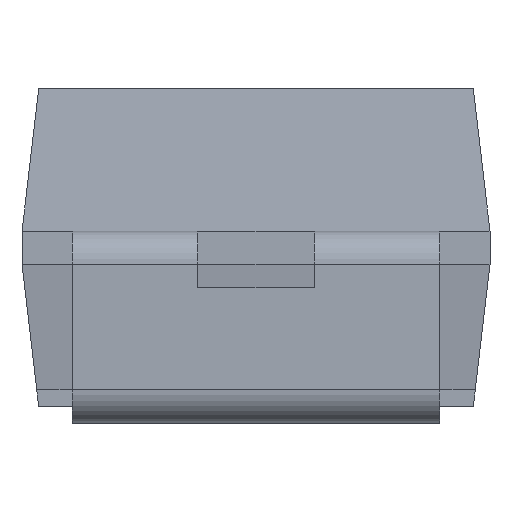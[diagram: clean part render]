
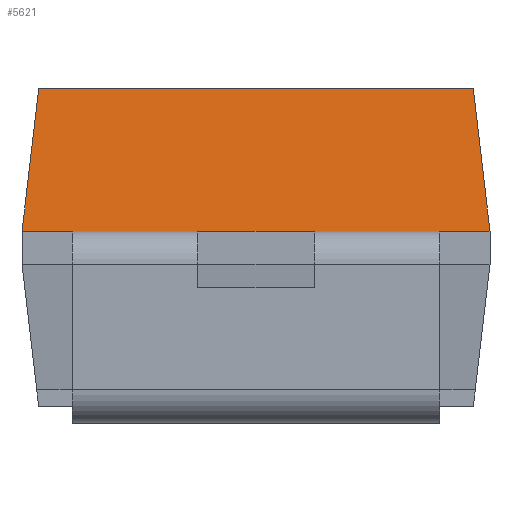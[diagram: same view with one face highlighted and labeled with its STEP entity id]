
A CAD part, left-side view. The second image highlights one B-rep face of the part: STEP entity #5621.
In plain terms, the highlighted planar face has unit normal (-0.993, 0, 0.117).
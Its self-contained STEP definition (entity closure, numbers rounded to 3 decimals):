
#86 = CARTESIAN_POINT ( 'NONE',  ( -1.65, 0.35, 1.149 ) ) ;
#375 = EDGE_CURVE ( 'NONE', #3800, #1466, #4226, .T. ) ;
#533 = CARTESIAN_POINT ( 'NONE',  ( -1.55, -1.3, 1.999 ) ) ;
#592 = VECTOR ( 'NONE', #4964, 1000. ) ;
#622 = ORIENTED_EDGE ( 'NONE', *, *, #6459, .F. ) ;
#651 = LINE ( 'NONE', #5606, #4548 ) ;
#714 = CARTESIAN_POINT ( 'NONE',  ( -1.532, -1.282, 2.148 ) ) ;
#869 = CARTESIAN_POINT ( 'NONE',  ( -1.65, -1.1, 1.149 ) ) ;
#899 = ORIENTED_EDGE ( 'NONE', *, *, #5054, .F. ) ;
#989 = LINE ( 'NONE', #2914, #3473 ) ;
#1127 = EDGE_CURVE ( 'NONE', #7043, #4479, #3524, .T. ) ;
#1132 = LINE ( 'NONE', #3561, #592 ) ;
#1172 = DIRECTION ( 'NONE',  ( 0., -1., 0. ) ) ;
#1337 = LINE ( 'NONE', #3363, #3877 ) ;
#1466 = VERTEX_POINT ( 'NONE', #2569 ) ;
#1775 = VECTOR ( 'NONE', #4993, 1000. ) ;
#1792 = CARTESIAN_POINT ( 'NONE',  ( -1.65, -0.35, 1.149 ) ) ;
#2293 = ORIENTED_EDGE ( 'NONE', *, *, #375, .F. ) ;
#2423 = CARTESIAN_POINT ( 'NONE',  ( -1.55, 0., 1.999 ) ) ;
#2440 = VERTEX_POINT ( 'NONE', #533 ) ;
#2518 = VERTEX_POINT ( 'NONE', #6414 ) ;
#2563 = DIRECTION ( 'NONE',  ( -0.116, 0.116, -0.986 ) ) ;
#2569 = CARTESIAN_POINT ( 'NONE',  ( -1.65, 1.1, 1.149 ) ) ;
#2622 = DIRECTION ( 'NONE',  ( 0., 1., 0. ) ) ;
#2722 = CARTESIAN_POINT ( 'NONE',  ( -1.65, -1.4, 1.149 ) ) ;
#2785 = DIRECTION ( 'NONE',  ( 0., 1., 0. ) ) ;
#2845 = EDGE_LOOP ( 'NONE', ( #6664, #899, #2293, #4761, #622, #4643, #7099, #6605 ) ) ;
#2914 = CARTESIAN_POINT ( 'NONE',  ( -1.65, -1.1, 1.149 ) ) ;
#3126 = LINE ( 'NONE', #714, #1775 ) ;
#3162 = VECTOR ( 'NONE', #2622, 1000. ) ;
#3363 = CARTESIAN_POINT ( 'NONE',  ( -1.529, 1.279, 2.176 ) ) ;
#3473 = VECTOR ( 'NONE', #6017, 1000. ) ;
#3524 = LINE ( 'NONE', #4138, #7021 ) ;
#3561 = CARTESIAN_POINT ( 'NONE',  ( -1.65, 1.4, 1.149 ) ) ;
#3800 = VERTEX_POINT ( 'NONE', #86 ) ;
#3877 = VECTOR ( 'NONE', #2563, 1000. ) ;
#4031 = CARTESIAN_POINT ( 'NONE',  ( -1.65, -1.1, 1.149 ) ) ;
#4104 = AXIS2_PLACEMENT_3D ( 'NONE', #2423, #6846, #7488 ) ;
#4138 = CARTESIAN_POINT ( 'NONE',  ( -1.65, 1.4, 1.149 ) ) ;
#4226 = LINE ( 'NONE', #5207, #3162 ) ;
#4438 = FACE_OUTER_BOUND ( 'NONE', #2845, .T. ) ;
#4479 = VERTEX_POINT ( 'NONE', #869 ) ;
#4548 = VECTOR ( 'NONE', #1172, 1000. ) ;
#4633 = VERTEX_POINT ( 'NONE', #7091 ) ;
#4643 = ORIENTED_EDGE ( 'NONE', *, *, #1127, .F. ) ;
#4761 = ORIENTED_EDGE ( 'NONE', *, *, #5467, .F. ) ;
#4933 = VECTOR ( 'NONE', #2785, 1000. ) ;
#4964 = DIRECTION ( 'NONE',  ( 0., 1., 0. ) ) ;
#4993 = DIRECTION ( 'NONE',  ( -0.116, -0.116, -0.986 ) ) ;
#5054 = EDGE_CURVE ( 'NONE', #1466, #2518, #1132, .T. ) ;
#5084 = VERTEX_POINT ( 'NONE', #1792 ) ;
#5207 = CARTESIAN_POINT ( 'NONE',  ( -1.65, -1.1, 1.149 ) ) ;
#5467 = EDGE_CURVE ( 'NONE', #5084, #3800, #7196, .T. ) ;
#5606 = CARTESIAN_POINT ( 'NONE',  ( -1.55, -1.4, 1.999 ) ) ;
#5621 = ADVANCED_FACE ( 'NONE', ( #4438 ), #5731, .T. ) ;
#5731 = PLANE ( 'NONE',  #4104 ) ;
#6017 = DIRECTION ( 'NONE',  ( 0., 1., 0. ) ) ;
#6414 = CARTESIAN_POINT ( 'NONE',  ( -1.65, 1.4, 1.149 ) ) ;
#6459 = EDGE_CURVE ( 'NONE', #4479, #5084, #989, .T. ) ;
#6605 = ORIENTED_EDGE ( 'NONE', *, *, #7627, .F. ) ;
#6664 = ORIENTED_EDGE ( 'NONE', *, *, #7512, .T. ) ;
#6846 = DIRECTION ( 'NONE',  ( -0.993, 0., 0.117 ) ) ;
#7021 = VECTOR ( 'NONE', #7347, 1000. ) ;
#7043 = VERTEX_POINT ( 'NONE', #2722 ) ;
#7091 = CARTESIAN_POINT ( 'NONE',  ( -1.55, 1.3, 1.999 ) ) ;
#7099 = ORIENTED_EDGE ( 'NONE', *, *, #7238, .F. ) ;
#7196 = LINE ( 'NONE', #4031, #4933 ) ;
#7238 = EDGE_CURVE ( 'NONE', #2440, #7043, #3126, .T. ) ;
#7347 = DIRECTION ( 'NONE',  ( 0., 1., 0. ) ) ;
#7488 = DIRECTION ( 'NONE',  ( 0., 1., 0. ) ) ;
#7512 = EDGE_CURVE ( 'NONE', #4633, #2518, #1337, .T. ) ;
#7627 = EDGE_CURVE ( 'NONE', #4633, #2440, #651, .T. ) ;
